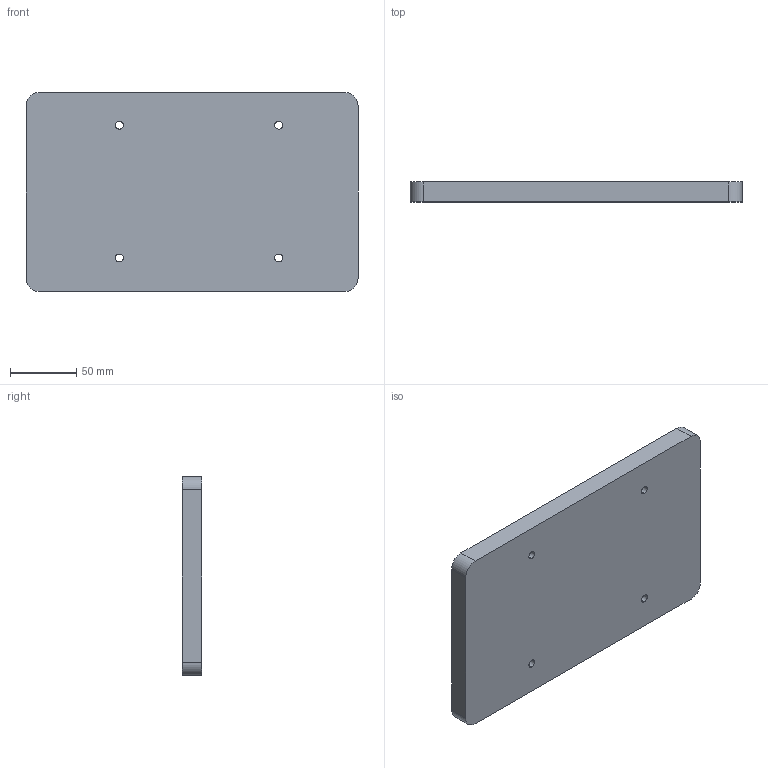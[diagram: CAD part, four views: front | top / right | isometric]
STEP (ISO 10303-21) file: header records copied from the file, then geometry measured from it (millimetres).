
FILE_DESCRIPTION (( 'STEP AP214' ), '1' );
FILE_NAME ('啣脾翋极.STEP', '2025-01-17T13:18:33', ( '' ), ( '' ), 'SwSTEP 2.0', 'SolidWorks 2024', '' );
FILE_SCHEMA (( 'AUTOMOTIVE_DESIGN' ));
Length unit declared in the file: millimetre
Products named in the file (1): 板凳主体
Bounding box: 250 x 15 x 150 mm (x, y, z)
Volume: 559504.6 mm3; surface area: 87588 mm2
Topology: 1 solids, 1 shells, 228 faces, 654 edges, 436 vertices
Faces by surface type: plane 170, bspline 46, cylinder 12
Entity records: 9205 total; most frequent: CARTESIAN_POINT 3485, ORIENTED_EDGE 1308, DIRECTION 952, EDGE_CURVE 654, LINE 538, VECTOR 538, VERTEX_POINT 436, EDGE_LOOP 244
